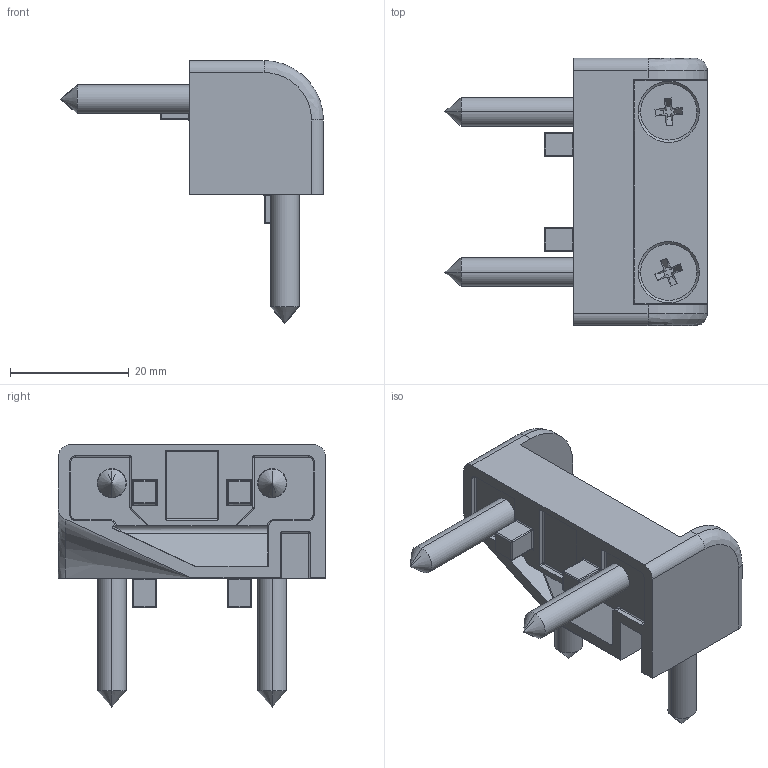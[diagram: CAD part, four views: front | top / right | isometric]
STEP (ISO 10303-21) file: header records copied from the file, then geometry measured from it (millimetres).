
FILE_DESCRIPTION (( 'STEP AP203' ), '1' );
FILE_NAME ('412535637_c_1.STEP', '2022-07-17T12:27:05', ( '' ), ( '' ), 'SwSTEP 2.0', 'SolidWorks 2014', '' );
FILE_SCHEMA (( 'CONFIG_CONTROL_DESIGN' ));
Length unit declared in the file: millimetre
Products named in the file (1): 412535637_c_1
Bounding box: 44.25 x 45 x 44.25 mm (x, y, z)
Volume: 15827.2 mm3; surface area: 8962.6 mm2
Topology: 5 solids, 5 shells, 400 faces, 976 edges, 542 vertices
Faces by surface type: cylinder 156, plane 132, bspline 87, cone 25
Entity records: 13086 total; most frequent: CARTESIAN_POINT 4378, ORIENTED_EDGE 1840, DIRECTION 1722, EDGE_CURVE 920, AXIS2_PLACEMENT_3D 592, VERTEX_POINT 542, VECTOR 538, LINE 538
